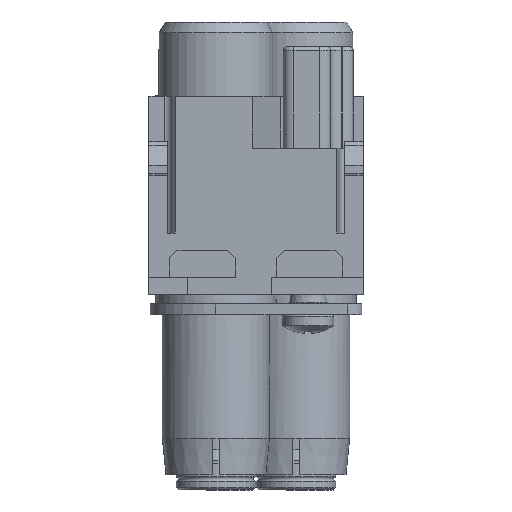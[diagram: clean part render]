
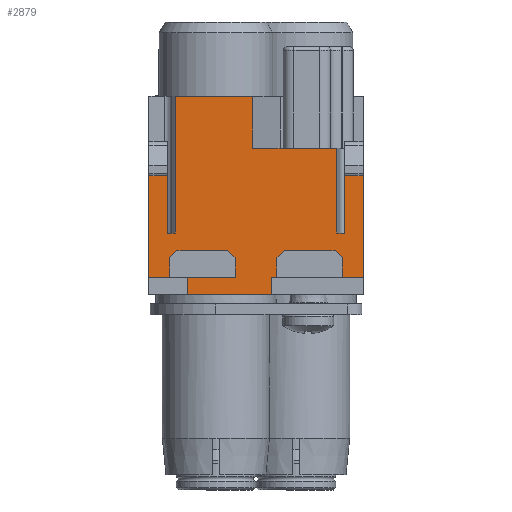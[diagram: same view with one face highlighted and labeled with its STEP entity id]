
A CAD part, front view. The second image highlights one B-rep face of the part: STEP entity #2879.
In plain terms, the highlighted planar face has unit normal (0, -1, 0).
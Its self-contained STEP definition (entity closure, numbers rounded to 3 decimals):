
#2270=FACE_OUTER_BOUND('',#7000,.T.);
#2879=ADVANCED_FACE('',(#2270),#3596,.T.);
#3596=PLANE('',#15725);
#4312=LINE('',#20535,#5513);
#4405=LINE('',#20873,#5606);
#4444=LINE('',#21073,#5645);
#4484=LINE('',#21235,#5685);
#4497=LINE('',#21268,#5698);
#4498=LINE('',#21270,#5699);
#4499=LINE('',#21273,#5700);
#4500=LINE('',#21274,#5701);
#4501=LINE('',#21276,#5702);
#4502=LINE('',#21277,#5703);
#4503=LINE('',#21279,#5704);
#4504=LINE('',#21281,#5705);
#4505=LINE('',#21282,#5706);
#4506=LINE('',#21283,#5707);
#4507=LINE('',#21285,#5708);
#4508=LINE('',#21287,#5709);
#4509=LINE('',#21289,#5710);
#4510=LINE('',#21291,#5711);
#4511=LINE('',#21293,#5712);
#4512=LINE('',#21295,#5713);
#4513=LINE('',#21297,#5714);
#4514=LINE('',#21299,#5715);
#4515=LINE('',#21301,#5716);
#4516=LINE('',#21303,#5717);
#4517=LINE('',#21304,#5718);
#4518=LINE('',#21306,#5719);
#4519=LINE('',#21308,#5720);
#4520=LINE('',#21310,#5721);
#4521=LINE('',#21312,#5722);
#4522=LINE('',#21314,#5723);
#5513=VECTOR('',#16876,1.);
#5606=VECTOR('',#17039,1.);
#5645=VECTOR('',#17098,1.);
#5685=VECTOR('',#17142,1.);
#5698=VECTOR('',#17165,1.);
#5699=VECTOR('',#17168,1.);
#5700=VECTOR('',#17169,1.);
#5701=VECTOR('',#17170,1.);
#5702=VECTOR('',#17171,1.);
#5703=VECTOR('',#17172,1.);
#5704=VECTOR('',#17173,1.);
#5705=VECTOR('',#17174,1.);
#5706=VECTOR('',#17175,1.);
#5707=VECTOR('',#17176,1.);
#5708=VECTOR('',#17177,1.);
#5709=VECTOR('',#17178,1.);
#5710=VECTOR('',#17179,1.);
#5711=VECTOR('',#17180,1.);
#5712=VECTOR('',#17181,1.);
#5713=VECTOR('',#17182,1.);
#5714=VECTOR('',#17183,1.);
#5715=VECTOR('',#17184,1.);
#5716=VECTOR('',#17185,1.);
#5717=VECTOR('',#17186,1.);
#5718=VECTOR('',#17187,1.);
#5719=VECTOR('',#17188,1.);
#5720=VECTOR('',#17189,1.);
#5721=VECTOR('',#17190,1.);
#5722=VECTOR('',#17191,1.);
#5723=VECTOR('',#17192,1.);
#7000=EDGE_LOOP('',(#8183,#8184,#8185,#8186,#8187,#8188,#8189,#8190,#8191,
#8192,#8193,#8194,#8195,#8196,#8197,#8198,#8199,#8200,#8201,#8202,#8203,
#8204,#8205,#8206,#8207,#8208,#8209,#8210,#8211,#8212));
#8183=ORIENTED_EDGE('',*,*,#13273,.F.);
#8184=ORIENTED_EDGE('',*,*,#13274,.T.);
#8185=ORIENTED_EDGE('',*,*,#13141,.F.);
#8186=ORIENTED_EDGE('',*,*,#13275,.F.);
#8187=ORIENTED_EDGE('',*,*,#13276,.F.);
#8188=ORIENTED_EDGE('',*,*,#13272,.F.);
#8189=ORIENTED_EDGE('',*,*,#13277,.T.);
#8190=ORIENTED_EDGE('',*,*,#13278,.F.);
#8191=ORIENTED_EDGE('',*,*,#13279,.T.);
#8192=ORIENTED_EDGE('',*,*,#13199,.T.);
#8193=ORIENTED_EDGE('',*,*,#13280,.F.);
#8194=ORIENTED_EDGE('',*,*,#13256,.F.);
#8195=ORIENTED_EDGE('',*,*,#13281,.T.);
#8196=ORIENTED_EDGE('',*,*,#13282,.F.);
#8197=ORIENTED_EDGE('',*,*,#13283,.T.);
#8198=ORIENTED_EDGE('',*,*,#13284,.T.);
#8199=ORIENTED_EDGE('',*,*,#13285,.T.);
#8200=ORIENTED_EDGE('',*,*,#13286,.T.);
#8201=ORIENTED_EDGE('',*,*,#13287,.T.);
#8202=ORIENTED_EDGE('',*,*,#13288,.T.);
#8203=ORIENTED_EDGE('',*,*,#13289,.T.);
#8204=ORIENTED_EDGE('',*,*,#13290,.T.);
#8205=ORIENTED_EDGE('',*,*,#13291,.T.);
#8206=ORIENTED_EDGE('',*,*,#13009,.F.);
#8207=ORIENTED_EDGE('',*,*,#13292,.F.);
#8208=ORIENTED_EDGE('',*,*,#13293,.T.);
#8209=ORIENTED_EDGE('',*,*,#13294,.F.);
#8210=ORIENTED_EDGE('',*,*,#13295,.F.);
#8211=ORIENTED_EDGE('',*,*,#13296,.F.);
#8212=ORIENTED_EDGE('',*,*,#13297,.F.);
#11719=VERTEX_POINT('',#20534);
#11720=VERTEX_POINT('',#20536);
#11851=VERTEX_POINT('',#20872);
#11852=VERTEX_POINT('',#20874);
#11907=VERTEX_POINT('',#21072);
#11908=VERTEX_POINT('',#21074);
#11963=VERTEX_POINT('',#21234);
#11964=VERTEX_POINT('',#21236);
#11975=VERTEX_POINT('',#21260);
#11978=VERTEX_POINT('',#21267);
#11979=VERTEX_POINT('',#21271);
#11980=VERTEX_POINT('',#21272);
#11981=VERTEX_POINT('',#21275);
#11982=VERTEX_POINT('',#21278);
#11983=VERTEX_POINT('',#21280);
#11984=VERTEX_POINT('',#21284);
#11985=VERTEX_POINT('',#21286);
#11986=VERTEX_POINT('',#21288);
#11987=VERTEX_POINT('',#21290);
#11988=VERTEX_POINT('',#21292);
#11989=VERTEX_POINT('',#21294);
#11990=VERTEX_POINT('',#21296);
#11991=VERTEX_POINT('',#21298);
#11992=VERTEX_POINT('',#21300);
#11993=VERTEX_POINT('',#21302);
#11994=VERTEX_POINT('',#21305);
#11995=VERTEX_POINT('',#21307);
#11996=VERTEX_POINT('',#21309);
#11997=VERTEX_POINT('',#21311);
#11998=VERTEX_POINT('',#21313);
#13009=EDGE_CURVE('',#11719,#11720,#4312,.T.);
#13141=EDGE_CURVE('',#11851,#11852,#4405,.T.);
#13199=EDGE_CURVE('',#11908,#11907,#4444,.T.);
#13256=EDGE_CURVE('',#11963,#11964,#4484,.T.);
#13272=EDGE_CURVE('',#11978,#11975,#4497,.T.);
#13273=EDGE_CURVE('',#11979,#11980,#4498,.T.);
#13274=EDGE_CURVE('',#11979,#11852,#4499,.T.);
#13275=EDGE_CURVE('',#11981,#11851,#4500,.T.);
#13276=EDGE_CURVE('',#11975,#11981,#4501,.T.);
#13277=EDGE_CURVE('',#11978,#11982,#4502,.T.);
#13278=EDGE_CURVE('',#11983,#11982,#4503,.T.);
#13279=EDGE_CURVE('',#11983,#11908,#4504,.T.);
#13280=EDGE_CURVE('',#11964,#11907,#4505,.T.);
#13281=EDGE_CURVE('',#11963,#11984,#4506,.T.);
#13282=EDGE_CURVE('',#11985,#11984,#4507,.T.);
#13283=EDGE_CURVE('',#11985,#11986,#4508,.T.);
#13284=EDGE_CURVE('',#11986,#11987,#4509,.T.);
#13285=EDGE_CURVE('',#11987,#11988,#4510,.T.);
#13286=EDGE_CURVE('',#11988,#11989,#4511,.T.);
#13287=EDGE_CURVE('',#11989,#11990,#4512,.T.);
#13288=EDGE_CURVE('',#11990,#11991,#4513,.T.);
#13289=EDGE_CURVE('',#11991,#11992,#4514,.T.);
#13290=EDGE_CURVE('',#11992,#11993,#4515,.T.);
#13291=EDGE_CURVE('',#11993,#11720,#4516,.T.);
#13292=EDGE_CURVE('',#11994,#11719,#4517,.T.);
#13293=EDGE_CURVE('',#11994,#11995,#4518,.T.);
#13294=EDGE_CURVE('',#11996,#11995,#4519,.T.);
#13295=EDGE_CURVE('',#11997,#11996,#4520,.T.);
#13296=EDGE_CURVE('',#11998,#11997,#4521,.T.);
#13297=EDGE_CURVE('',#11980,#11998,#4522,.T.);
#15725=AXIS2_PLACEMENT_3D('',#21315,#17193,#17194);
#16876=DIRECTION('',(-1.,0.,0.));
#17039=DIRECTION('',(0.,0.,-1.));
#17098=DIRECTION('',(-1.,0.,0.));
#17142=DIRECTION('',(1.,0.,0.));
#17165=DIRECTION('',(1.,0.,0.));
#17168=DIRECTION('',(0.,0.,1.));
#17169=DIRECTION('',(1.,0.,0.));
#17170=DIRECTION('',(1.,0.,0.));
#17171=DIRECTION('',(0.,0.,1.));
#17172=DIRECTION('',(0.,0.,1.));
#17173=DIRECTION('',(1.,0.,0.));
#17174=DIRECTION('',(0.,0.,1.));
#17175=DIRECTION('',(0.,0.,1.));
#17176=DIRECTION('',(0.,0.,1.));
#17177=DIRECTION('',(1.,0.,0.));
#17178=DIRECTION('',(0.,0.,-1.));
#17179=DIRECTION('',(1.,0.,0.));
#17180=DIRECTION('',(0.,0.,1.));
#17181=DIRECTION('',(0.707,0.,0.707));
#17182=DIRECTION('',(1.,0.,0.));
#17183=DIRECTION('',(0.707,0.,-0.707));
#17184=DIRECTION('',(0.,0.,-1.));
#17185=DIRECTION('',(-1.,0.,0.));
#17186=DIRECTION('',(0.,0.,-1.));
#17187=DIRECTION('',(0.,0.,-1.));
#17188=DIRECTION('',(1.,0.,0.));
#17189=DIRECTION('',(0.,0.,-1.));
#17190=DIRECTION('',(-0.707,0.,-0.707));
#17191=DIRECTION('',(-1.,0.,0.));
#17192=DIRECTION('',(-0.707,0.,0.707));
#17193=DIRECTION('',(0.,-1.,0.));
#17194=DIRECTION('',(1.,0.,0.));
#20534=CARTESIAN_POINT('',(9.413,-15.15,-17.65));
#20535=CARTESIAN_POINT('',(22.013,-15.15,-17.65));
#20536=CARTESIAN_POINT('',(-2.038,-15.15,-17.65));
#20872=CARTESIAN_POINT('',(22.013,-15.15,-1.4));
#20873=CARTESIAN_POINT('',(22.013,-15.15,9.45));
#20874=CARTESIAN_POINT('',(22.013,-15.15,-15.3));
#21072=CARTESIAN_POINT('',(-3.713,-15.15,9.45));
#21073=CARTESIAN_POINT('',(22.013,-15.15,9.45));
#21074=CARTESIAN_POINT('',(6.886,-15.15,9.45));
#21234=CARTESIAN_POINT('',(-4.788,-15.15,-9.25));
#21235=CARTESIAN_POINT('',(-7.338,-15.15,-9.25));
#21236=CARTESIAN_POINT('',(-3.713,-15.15,-9.25));
#21260=CARTESIAN_POINT('',(19.463,-15.15,-9.25));
#21267=CARTESIAN_POINT('',(18.388,-15.15,-9.25));
#21268=CARTESIAN_POINT('',(18.388,-15.15,-9.25));
#21270=CARTESIAN_POINT('',(19.163,-15.15,-15.3));
#21271=CARTESIAN_POINT('',(19.163,-15.15,-15.3));
#21272=CARTESIAN_POINT('',(19.163,-15.15,-12.65));
#21273=CARTESIAN_POINT('',(9.413,-15.15,-15.3));
#21274=CARTESIAN_POINT('',(19.463,-15.15,-1.4));
#21275=CARTESIAN_POINT('',(19.463,-15.15,-1.4));
#21276=CARTESIAN_POINT('',(19.463,-15.15,-9.25));
#21277=CARTESIAN_POINT('',(18.388,-15.15,-9.25));
#21278=CARTESIAN_POINT('',(18.388,-15.15,2.35));
#21279=CARTESIAN_POINT('',(6.886,-15.15,2.35));
#21280=CARTESIAN_POINT('',(6.886,-15.15,2.35));
#21281=CARTESIAN_POINT('',(6.886,-15.15,2.35));
#21282=CARTESIAN_POINT('',(-3.713,-15.15,-9.25));
#21283=CARTESIAN_POINT('',(-4.788,-15.15,-9.25));
#21284=CARTESIAN_POINT('',(-4.788,-15.15,-1.4));
#21285=CARTESIAN_POINT('',(-7.338,-15.15,-1.4));
#21286=CARTESIAN_POINT('',(-7.338,-15.15,-1.4));
#21287=CARTESIAN_POINT('',(-7.338,-15.15,9.45));
#21288=CARTESIAN_POINT('',(-7.338,-15.15,-15.3));
#21289=CARTESIAN_POINT('',(-7.338,-15.15,-15.3));
#21290=CARTESIAN_POINT('',(-4.488,-15.15,-15.3));
#21291=CARTESIAN_POINT('',(-4.488,-15.15,-15.3));
#21292=CARTESIAN_POINT('',(-4.488,-15.15,-12.65));
#21293=CARTESIAN_POINT('',(-4.488,-15.15,-12.65));
#21294=CARTESIAN_POINT('',(-3.488,-15.15,-11.65));
#21295=CARTESIAN_POINT('',(-3.488,-15.15,-11.65));
#21296=CARTESIAN_POINT('',(3.463,-15.15,-11.65));
#21297=CARTESIAN_POINT('',(3.463,-15.15,-11.65));
#21298=CARTESIAN_POINT('',(4.463,-15.15,-12.65));
#21299=CARTESIAN_POINT('',(4.463,-15.15,-12.65));
#21300=CARTESIAN_POINT('',(4.463,-15.15,-15.3));
#21301=CARTESIAN_POINT('',(4.463,-15.15,-15.3));
#21302=CARTESIAN_POINT('',(-2.038,-15.15,-15.3));
#21303=CARTESIAN_POINT('',(-2.038,-15.15,-15.3));
#21304=CARTESIAN_POINT('',(9.413,-15.15,-15.3));
#21305=CARTESIAN_POINT('',(9.413,-15.15,-15.3));
#21306=CARTESIAN_POINT('',(9.413,-15.15,-15.3));
#21307=CARTESIAN_POINT('',(10.213,-15.15,-15.3));
#21308=CARTESIAN_POINT('',(10.213,-15.15,-12.65));
#21309=CARTESIAN_POINT('',(10.213,-15.15,-12.65));
#21310=CARTESIAN_POINT('',(11.213,-15.15,-11.65));
#21311=CARTESIAN_POINT('',(11.213,-15.15,-11.65));
#21312=CARTESIAN_POINT('',(18.163,-15.15,-11.65));
#21313=CARTESIAN_POINT('',(18.163,-15.15,-11.65));
#21314=CARTESIAN_POINT('',(19.163,-15.15,-12.65));
#21315=CARTESIAN_POINT('',(22.013,-15.15,9.45));
